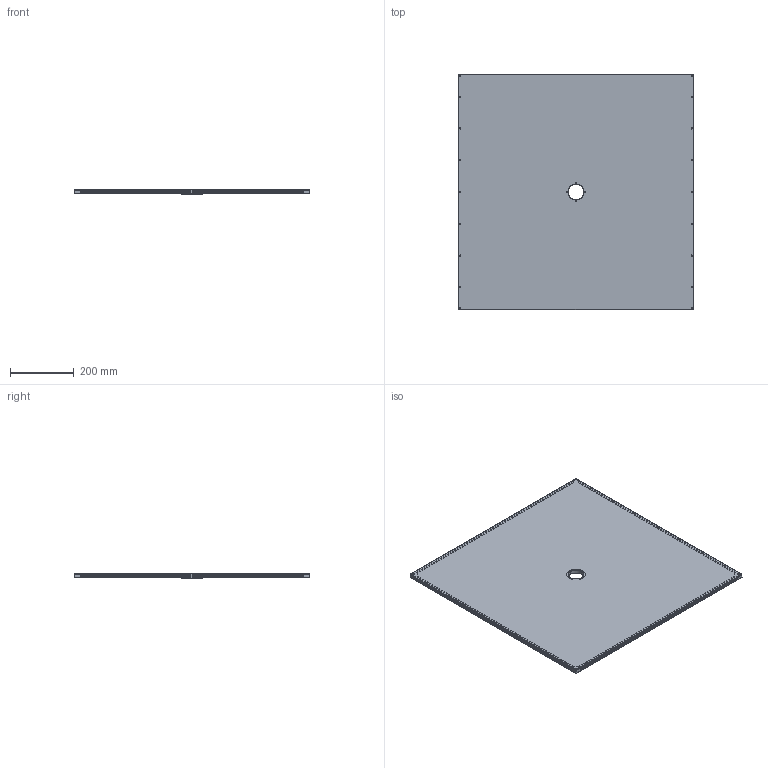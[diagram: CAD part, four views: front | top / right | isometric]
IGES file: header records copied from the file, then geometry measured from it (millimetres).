
Start section: SolidWorks IGES file using analytic representation for surfaces
Global section: file name: FLC700700-50.IGS,15HSolidWorks; native system: 2022; preprocessor: SolidWorks 2022; author: Administrator; date: 220607.094159; units: millimetre
Bounding box: 740 x 740 x 13 mm (x, y, z)
Surface area: 3406543.8 mm2 (no closed solid volume)
Topology: 0 solids, 0 shells, 541 faces, 6776 edges, 6760 vertices
Faces by surface type: revolution 280, bspline 261
